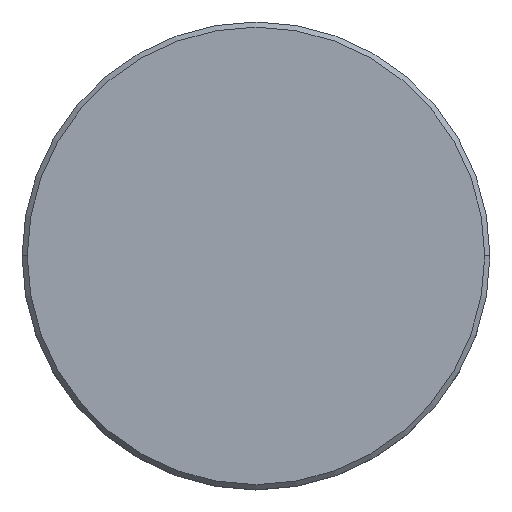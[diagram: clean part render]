
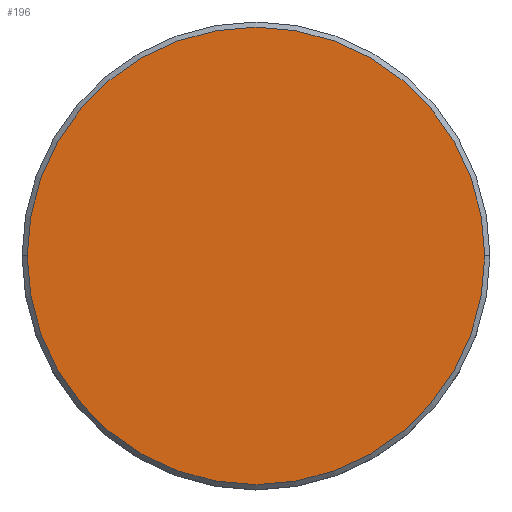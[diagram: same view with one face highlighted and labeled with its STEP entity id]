
A CAD part, top view. The second image highlights one B-rep face of the part: STEP entity #196.
In plain terms, the highlighted planar face has unit normal (0, 0, 1).
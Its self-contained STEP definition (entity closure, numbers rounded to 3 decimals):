
#77 = CIRCLE ( 'NONE', #96, 22. ) ;
#93 = DIRECTION ( 'NONE',  ( 0., 0., 1. ) ) ;
#96 = AXIS2_PLACEMENT_3D ( 'NONE', #754, #1061, #663 ) ;
#139 = VERTEX_POINT ( 'NONE', #783 ) ;
#186 = EDGE_CURVE ( 'NONE', #139, #548, #77, .T. ) ;
#196 = ADVANCED_FACE ( 'NONE', ( #270 ), #567, .T. ) ;
#270 = FACE_OUTER_BOUND ( 'NONE', #582, .T. ) ;
#281 = CARTESIAN_POINT ( 'NONE',  ( -22., 0., 0. ) ) ;
#337 = CARTESIAN_POINT ( 'NONE',  ( 0., 0., 0. ) ) ;
#408 = CIRCLE ( 'NONE', #494, 22. ) ;
#441 = AXIS2_PLACEMENT_3D ( 'NONE', #689, #1011, #778 ) ;
#457 = ORIENTED_EDGE ( 'NONE', *, *, #686, .T. ) ;
#494 = AXIS2_PLACEMENT_3D ( 'NONE', #337, #93, #743 ) ;
#548 = VERTEX_POINT ( 'NONE', #281 ) ;
#567 = PLANE ( 'NONE',  #441 ) ;
#582 = EDGE_LOOP ( 'NONE', ( #457, #1024 ) ) ;
#663 = DIRECTION ( 'NONE',  ( 1., 0., 0. ) ) ;
#686 = EDGE_CURVE ( 'NONE', #548, #139, #408, .T. ) ;
#689 = CARTESIAN_POINT ( 'NONE',  ( 0., 0., 0. ) ) ;
#743 = DIRECTION ( 'NONE',  ( 1., 0., 0. ) ) ;
#754 = CARTESIAN_POINT ( 'NONE',  ( 0., 0., 0. ) ) ;
#778 = DIRECTION ( 'NONE',  ( 1., 0., 0. ) ) ;
#783 = CARTESIAN_POINT ( 'NONE',  ( 22., 0., 0. ) ) ;
#1011 = DIRECTION ( 'NONE',  ( 0., 0., 1. ) ) ;
#1024 = ORIENTED_EDGE ( 'NONE', *, *, #186, .T. ) ;
#1061 = DIRECTION ( 'NONE',  ( 0., 0., 1. ) ) ;
